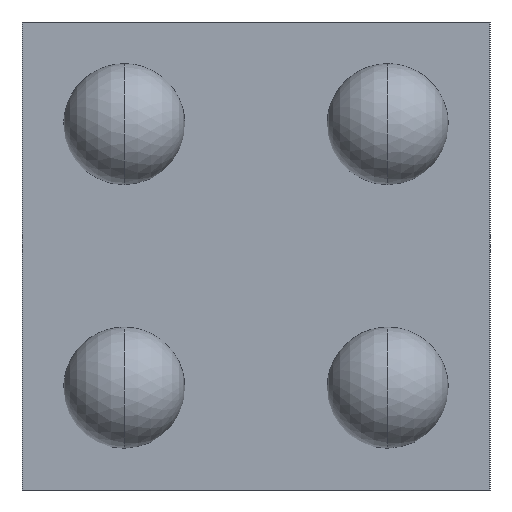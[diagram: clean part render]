
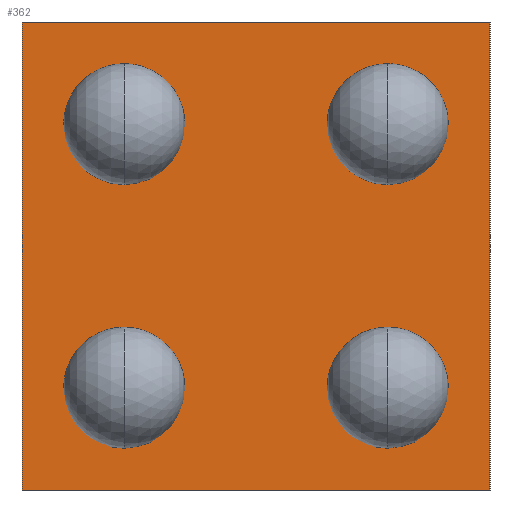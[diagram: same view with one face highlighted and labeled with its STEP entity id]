
A CAD part, front view. The second image highlights one B-rep face of the part: STEP entity #362.
In plain terms, the highlighted planar face has unit normal (0, -1, 0).
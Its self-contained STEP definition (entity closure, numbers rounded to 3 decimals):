
#13 = CARTESIAN_POINT ( 'NONE',  ( -0.444, 0.19, 0.444 ) ) ;
#30 = CARTESIAN_POINT ( 'NONE',  ( 0.444, 0.19, -0.444 ) ) ;
#46 = ORIENTED_EDGE ( 'NONE', *, *, #576, .T. ) ;
#75 = EDGE_CURVE ( 'NONE', #580, #426, #154, .T. ) ;
#100 = LINE ( 'NONE', #682, #417 ) ;
#103 = VECTOR ( 'NONE', #600, 1000. ) ;
#151 = DIRECTION ( 'NONE',  ( 0., 1., 0. ) ) ;
#154 = LINE ( 'NONE', #536, #187 ) ;
#187 = VECTOR ( 'NONE', #477, 1000. ) ;
#206 = EDGE_CURVE ( 'NONE', #314, #700, #567, .T. ) ;
#207 = DIRECTION ( 'NONE',  ( 0., 0., -1. ) ) ;
#272 = ORIENTED_EDGE ( 'NONE', *, *, #206, .T. ) ;
#284 = VECTOR ( 'NONE', #474, 1000. ) ;
#289 = ORIENTED_EDGE ( 'NONE', *, *, #75, .T. ) ;
#314 = VERTEX_POINT ( 'NONE', #418 ) ;
#328 = FACE_OUTER_BOUND ( 'NONE', #480, .T. ) ;
#334 = EDGE_CURVE ( 'NONE', #426, #314, #100, .T. ) ;
#342 = CARTESIAN_POINT ( 'NONE',  ( 0.444, 0.19, 0.444 ) ) ;
#362 = ADVANCED_FACE ( 'NONE', ( #328 ), #628, .F. ) ;
#417 = VECTOR ( 'NONE', #207, 1000. ) ;
#418 = CARTESIAN_POINT ( 'NONE',  ( -0.444, 0.19, -0.444 ) ) ;
#426 = VERTEX_POINT ( 'NONE', #13 ) ;
#474 = DIRECTION ( 'NONE',  ( 1., 0., 0. ) ) ;
#477 = DIRECTION ( 'NONE',  ( -1., 0., 0. ) ) ;
#480 = EDGE_LOOP ( 'NONE', ( #46, #289, #687, #272 ) ) ;
#490 = DIRECTION ( 'NONE',  ( 0., 0., 1. ) ) ;
#536 = CARTESIAN_POINT ( 'NONE',  ( -0.444, 0.19, 0.444 ) ) ;
#540 = CARTESIAN_POINT ( 'NONE',  ( 0., 0.19, 0. ) ) ;
#567 = LINE ( 'NONE', #674, #284 ) ;
#576 = EDGE_CURVE ( 'NONE', #700, #580, #699, .T. ) ;
#580 = VERTEX_POINT ( 'NONE', #342 ) ;
#600 = DIRECTION ( 'NONE',  ( 0., 0., 1. ) ) ;
#610 = AXIS2_PLACEMENT_3D ( 'NONE', #540, #151, #490 ) ;
#628 = PLANE ( 'NONE',  #610 ) ;
#647 = CARTESIAN_POINT ( 'NONE',  ( 0.444, 0.19, 0.444 ) ) ;
#674 = CARTESIAN_POINT ( 'NONE',  ( -0.444, 0.19, -0.444 ) ) ;
#682 = CARTESIAN_POINT ( 'NONE',  ( -0.444, 0.19, 0.444 ) ) ;
#687 = ORIENTED_EDGE ( 'NONE', *, *, #334, .T. ) ;
#699 = LINE ( 'NONE', #647, #103 ) ;
#700 = VERTEX_POINT ( 'NONE', #30 ) ;
